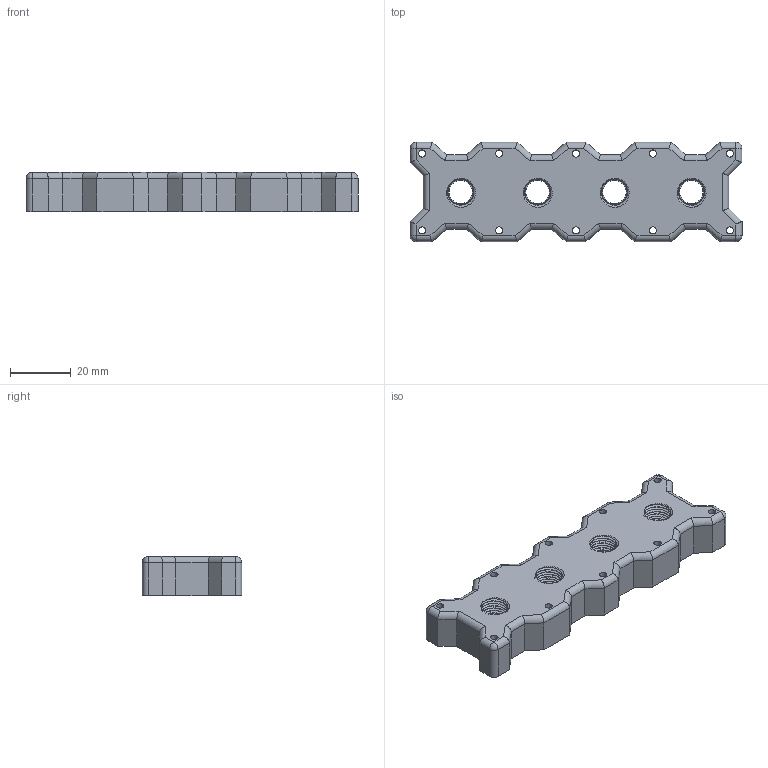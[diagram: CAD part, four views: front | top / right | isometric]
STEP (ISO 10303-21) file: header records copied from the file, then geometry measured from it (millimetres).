
FILE_DESCRIPTION (( 'STEP AP214' ), '1' );
FILE_NAME ('Manifold_v2-0.STEP', '2020-07-07T19:14:38', ( '' ), ( '' ), 'SwSTEP 2.0', 'SolidWorks 2018', '' );
FILE_SCHEMA (( 'AUTOMOTIVE_DESIGN' ));
Length unit declared in the file: millimetre
Products named in the file (1): Manifold_v2-0
Bounding box: 109.68 x 32.82 x 12.9 mm (x, y, z)
Volume: 34948 mm3; surface area: 12983.1 mm2
Topology: 1 solids, 1 shells, 156 faces, 382 edges, 236 vertices
Faces by surface type: cylinder 70, plane 58, bspline 12, cone 12, sphere 4
Full cylindrical faces by diameter (mm): 2.362 x10, 7.715 x4, 10.3 x4, 16.65 x4
Entity records: 24465 total; most frequent: CARTESIAN_POINT 21154, ORIENTED_EDGE 670, DIRECTION 611, EDGE_CURVE 335, VERTEX_POINT 222, EDGE_LOOP 219, AXIS2_PLACEMENT_3D 215, VECTOR 181
